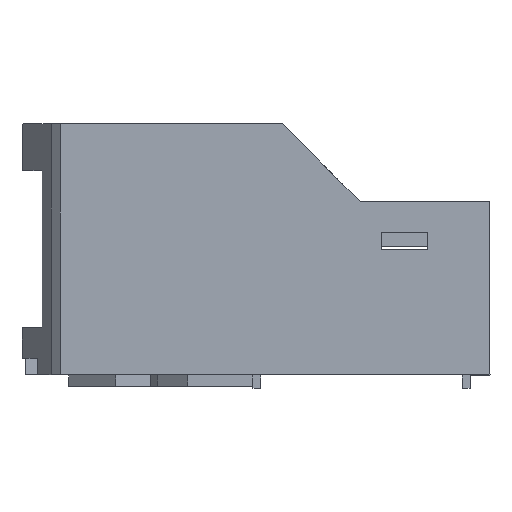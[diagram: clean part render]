
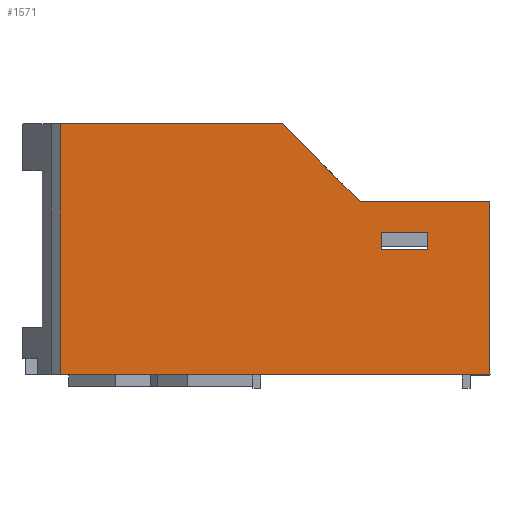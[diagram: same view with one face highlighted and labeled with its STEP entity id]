
A CAD part, top view. The second image highlights one B-rep face of the part: STEP entity #1571.
In plain terms, the highlighted planar face has unit normal (0, 0, 1).
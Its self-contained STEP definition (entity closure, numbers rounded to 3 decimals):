
#46=FACE_BOUND('',#257,.T.);
#160=FACE_OUTER_BOUND('',#256,.T.);
#256=EDGE_LOOP('',(#1354,#1355,#1356,#1357,#1358,#1359));
#257=EDGE_LOOP('',(#1360,#1361,#1362,#1363));
#392=LINE('',#2413,#574);
#396=LINE('',#2465,#578);
#400=LINE('',#2472,#582);
#402=LINE('',#2478,#584);
#405=LINE('',#2483,#587);
#416=LINE('',#2508,#598);
#429=LINE('',#2640,#611);
#430=LINE('',#2642,#612);
#431=LINE('',#2644,#613);
#432=LINE('',#2645,#614);
#574=VECTOR('',#1980,10.);
#578=VECTOR('',#1986,10.);
#582=VECTOR('',#1992,10.);
#584=VECTOR('',#1998,10.);
#587=VECTOR('',#2003,10.);
#598=VECTOR('',#2028,10.);
#611=VECTOR('',#2057,10.);
#612=VECTOR('',#2058,10.);
#613=VECTOR('',#2059,10.);
#614=VECTOR('',#2060,10.);
#739=VERTEX_POINT('',#2410);
#740=VERTEX_POINT('',#2412);
#745=VERTEX_POINT('',#2464);
#747=VERTEX_POINT('',#2471);
#749=VERTEX_POINT('',#2477);
#750=VERTEX_POINT('',#2481);
#769=VERTEX_POINT('',#2638);
#770=VERTEX_POINT('',#2639);
#771=VERTEX_POINT('',#2641);
#772=VERTEX_POINT('',#2643);
#925=EDGE_CURVE('',#740,#739,#392,.T.);
#932=EDGE_CURVE('',#745,#740,#396,.T.);
#936=EDGE_CURVE('',#747,#745,#400,.T.);
#939=EDGE_CURVE('',#749,#747,#402,.T.);
#942=EDGE_CURVE('',#750,#739,#405,.T.);
#955=EDGE_CURVE('',#750,#749,#416,.T.);
#974=EDGE_CURVE('',#769,#770,#429,.T.);
#975=EDGE_CURVE('',#770,#771,#430,.T.);
#976=EDGE_CURVE('',#771,#772,#431,.T.);
#977=EDGE_CURVE('',#772,#769,#432,.T.);
#1354=ORIENTED_EDGE('',*,*,#942,.F.);
#1355=ORIENTED_EDGE('',*,*,#955,.T.);
#1356=ORIENTED_EDGE('',*,*,#939,.T.);
#1357=ORIENTED_EDGE('',*,*,#936,.T.);
#1358=ORIENTED_EDGE('',*,*,#932,.T.);
#1359=ORIENTED_EDGE('',*,*,#925,.T.);
#1360=ORIENTED_EDGE('',*,*,#974,.T.);
#1361=ORIENTED_EDGE('',*,*,#975,.T.);
#1362=ORIENTED_EDGE('',*,*,#976,.T.);
#1363=ORIENTED_EDGE('',*,*,#977,.T.);
#1494=PLANE('',#1694);
#1571=ADVANCED_FACE('',(#160,#46),#1494,.T.);
#1694=AXIS2_PLACEMENT_3D('',#2637,#2055,#2056);
#1980=DIRECTION('',(-1.,0.,0.));
#1986=DIRECTION('',(-0.707,0.707,0.));
#1992=DIRECTION('',(-1.,0.,0.));
#1998=DIRECTION('',(0.,1.,0.));
#2003=DIRECTION('',(0.,1.,0.));
#2028=DIRECTION('',(1.,0.,0.));
#2055=DIRECTION('center_axis',(0.,0.,
1.));
#2056=DIRECTION('ref_axis',(1.,0.,0.));
#2057=DIRECTION('',(0.,-1.,0.));
#2058=DIRECTION('',(-1.,0.,0.));
#2059=DIRECTION('',(0.,1.,0.));
#2060=DIRECTION('',(1.,0.,0.));
#2410=CARTESIAN_POINT('',(-132.188,-29.52,365.393));
#2412=CARTESIAN_POINT('',(-103.541,-29.52,365.393));
#2413=CARTESIAN_POINT('',(-112.599,-29.52,365.393));
#2464=CARTESIAN_POINT('',(-93.541,-39.52,365.393));
#2465=CARTESIAN_POINT('',(-94.787,-38.274,365.393));
#2471=CARTESIAN_POINT('',(-76.8,-39.52,365.393));
#2472=CARTESIAN_POINT('',(-98.191,-39.52,365.393));
#2477=CARTESIAN_POINT('',(-76.8,-61.843,365.393));
#2478=CARTESIAN_POINT('',(-76.8,-59.026,365.393));
#2481=CARTESIAN_POINT('',(-132.188,-61.843,365.393));
#2483=CARTESIAN_POINT('',(-132.188,-48.256,365.393));
#2508=CARTESIAN_POINT('',(-121.268,-61.843,365.393));
#2637=CARTESIAN_POINT('Origin',(-103.488,-50.331,365.393));
#2638=CARTESIAN_POINT('',(-84.8,-43.531,365.393));
#2639=CARTESIAN_POINT('',(-84.8,-45.731,365.393));
#2640=CARTESIAN_POINT('',(-84.8,-53.031,365.393));
#2641=CARTESIAN_POINT('',(-90.8,-45.731,365.393));
#2642=CARTESIAN_POINT('',(-105.309,-45.731,365.393));
#2643=CARTESIAN_POINT('',(-90.8,-43.531,365.393));
#2644=CARTESIAN_POINT('',(-90.8,-53.031,365.393));
#2645=CARTESIAN_POINT('',(-105.309,-43.531,365.393));
